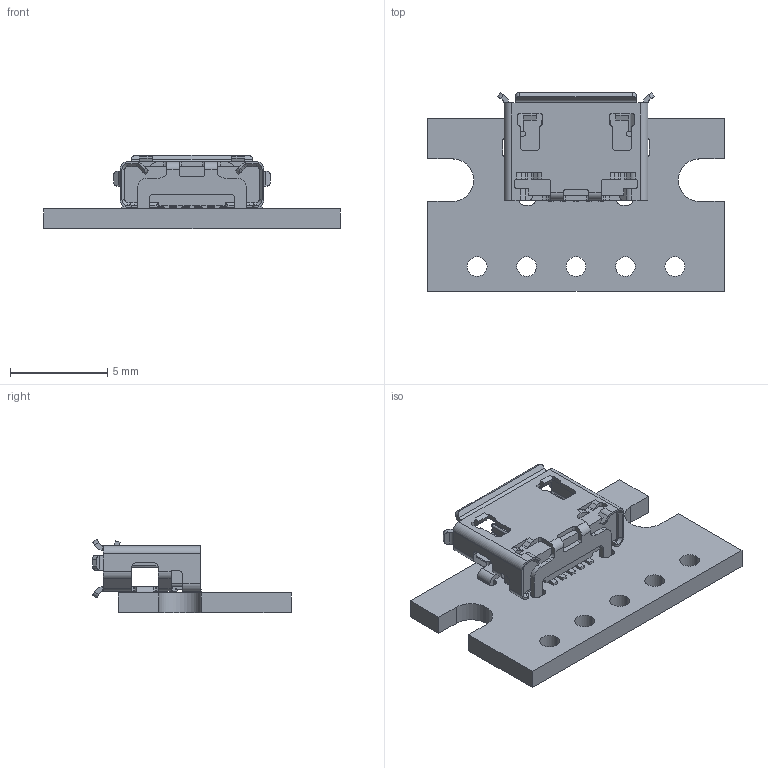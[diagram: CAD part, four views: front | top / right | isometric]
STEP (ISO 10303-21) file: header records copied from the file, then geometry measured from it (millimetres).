
FILE_DESCRIPTION (( 'STEP AP214' ), '1' );
FILE_NAME ('usb04d-for-step.STEP', '2021-09-17T19:00:50', ( '' ), ( '' ), 'SwSTEP 2.0', 'SolidWorks 2021', '' );
FILE_SCHEMA (( 'AUTOMOTIVE_DESIGN' ));
Length unit declared in the file: millimetre
Products named in the file (1): usb04d-for-step
Bounding box: 15.24 x 10.21 x 3.77 mm (x, y, z)
Volume: 164.2 mm3; surface area: 554.9 mm2
Topology: 1 solids, 1 shells, 929 faces, 2611 edges, 1706 vertices
Faces by surface type: plane 533, cylinder 201, bspline 181, cone 6, sphere 4, torus 4
Entity records: 46888 total; most frequent: CARTESIAN_POINT 13584, ORIENTED_EDGE 5214, DIRECTION 4109, EDGE_CURVE 2607, VECTOR 1811, LINE 1811, VERTEX_POINT 1706, AXIS2_PLACEMENT_3D 1149
